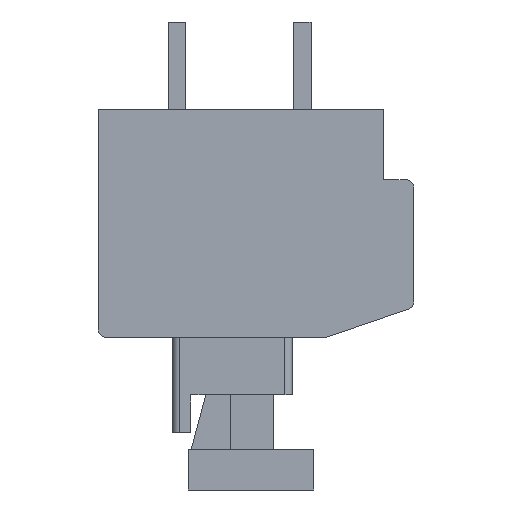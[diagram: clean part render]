
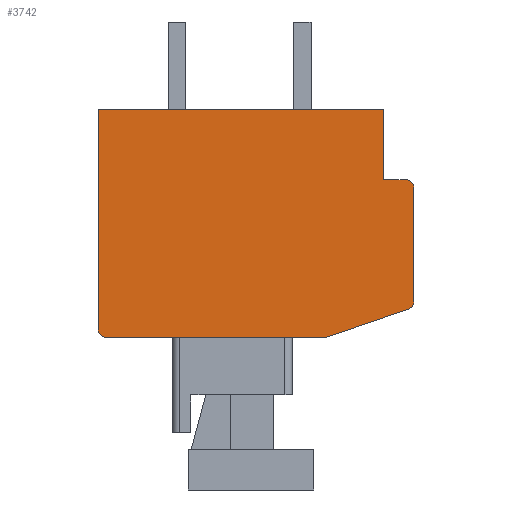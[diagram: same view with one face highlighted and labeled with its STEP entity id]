
A CAD part, front view. The second image highlights one B-rep face of the part: STEP entity #3742.
In plain terms, the highlighted planar face has unit normal (0, -1, 0).
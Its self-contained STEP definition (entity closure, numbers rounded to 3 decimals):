
#1=CARTESIAN_POINT('',(6.,-23.2,-3.136));
#2=DIRECTION('',(0.,-1.,0.));
#3=DIRECTION('',(0.324,0.,-0.946));
#4=AXIS2_PLACEMENT_3D('',#1,#2,#3);
#6=DIRECTION('',(-0.946,0.,-0.324));
#7=VECTOR('',#6,3.486);
#8=CARTESIAN_POINT('',(6.097,-23.2,-3.419));
#9=LINE('',#8,#7);
#10=DIRECTION('',(-1.,0.,0.));
#11=VECTOR('',#10,8.8);
#12=CARTESIAN_POINT('',(2.8,-23.2,-4.55));
#13=LINE('',#12,#11);
#14=CARTESIAN_POINT('',(-6.,-23.2,-4.25));
#15=DIRECTION('',(0.,-1.,0.));
#16=DIRECTION('',(-1.,0.,0.));
#17=AXIS2_PLACEMENT_3D('',#14,#15,#16);
#19=DIRECTION('',(0.,0.,1.));
#20=VECTOR('',#19,8.8);
#21=CARTESIAN_POINT('',(-6.3,-23.2,-4.25));
#22=LINE('',#21,#20);
#23=DIRECTION('',(1.,0.,0.));
#24=VECTOR('',#23,11.4);
#25=CARTESIAN_POINT('',(-6.3,-23.2,4.55));
#26=LINE('',#25,#24);
#27=DIRECTION('',(0.,0.,-1.));
#28=VECTOR('',#27,2.8);
#29=CARTESIAN_POINT('',(5.1,-23.2,4.55));
#30=LINE('',#29,#28);
#31=DIRECTION('',(1.,0.,0.));
#32=VECTOR('',#31,0.9);
#33=CARTESIAN_POINT('',(5.1,-23.2,1.75));
#34=LINE('',#33,#32);
#35=CARTESIAN_POINT('',(6.,-23.2,1.45));
#36=DIRECTION('',(0.,-1.,0.));
#37=DIRECTION('',(1.,0.,0.));
#38=AXIS2_PLACEMENT_3D('',#35,#36,#37);
#40=DIRECTION('',(0.,0.,-1.));
#41=VECTOR('',#40,4.586);
#42=CARTESIAN_POINT('',(6.3,-23.2,1.45));
#43=LINE('',#42,#41);
#2843=CARTESIAN_POINT('',(-6.3,-23.2,4.55));
#2844=CARTESIAN_POINT('',(5.1,-23.2,4.55));
#2845=VERTEX_POINT('',#2843);
#2846=VERTEX_POINT('',#2844);
#2847=CARTESIAN_POINT('',(5.1,-23.2,1.75));
#2848=VERTEX_POINT('',#2847);
#2849=CARTESIAN_POINT('',(6.097,-23.2,-3.419));
#2850=CARTESIAN_POINT('',(6.3,-23.2,-3.136));
#2851=VERTEX_POINT('',#2849);
#2852=VERTEX_POINT('',#2850);
#2853=CARTESIAN_POINT('',(6.3,-23.2,1.45));
#2854=CARTESIAN_POINT('',(6.,-23.2,1.75));
#2855=VERTEX_POINT('',#2853);
#2856=VERTEX_POINT('',#2854);
#2857=CARTESIAN_POINT('',(-6.3,-23.2,-4.25));
#2858=CARTESIAN_POINT('',(-6.,-23.2,-4.55));
#2859=VERTEX_POINT('',#2857);
#2860=VERTEX_POINT('',#2858);
#2861=CARTESIAN_POINT('',(2.8,-23.2,-4.55));
#2862=VERTEX_POINT('',#2861);
#3715=CARTESIAN_POINT('',(0.,-23.2,0.));
#3716=DIRECTION('',(0.,1.,0.));
#3717=DIRECTION('',(1.,0.,0.));
#3718=AXIS2_PLACEMENT_3D('',#3715,#3716,#3717);
#3719=PLANE('',#3718);
#3721=ORIENTED_EDGE('',*,*,#3720,.F.);
#3723=ORIENTED_EDGE('',*,*,#3722,.T.);
#3725=ORIENTED_EDGE('',*,*,#3724,.T.);
#3727=ORIENTED_EDGE('',*,*,#3726,.F.);
#3729=ORIENTED_EDGE('',*,*,#3728,.T.);
#3731=ORIENTED_EDGE('',*,*,#3730,.T.);
#3733=ORIENTED_EDGE('',*,*,#3732,.T.);
#3735=ORIENTED_EDGE('',*,*,#3734,.T.);
#3737=ORIENTED_EDGE('',*,*,#3736,.F.);
#3739=ORIENTED_EDGE('',*,*,#3738,.T.);
#3740=EDGE_LOOP('',(#3721,#3723,#3725,#3727,#3729,#3731,#3733,#3735,#3737,
#3739));
#3741=FACE_OUTER_BOUND('',#3740,.F.);
#3742=ADVANCED_FACE('',(#3741),#3719,.F.);
#5=CIRCLE('',#4,0.3);
#18=CIRCLE('',#17,0.3);
#39=CIRCLE('',#38,0.3);
#3720=EDGE_CURVE('',#2851,#2852,#5,.T.);
#3722=EDGE_CURVE('',#2851,#2862,#9,.T.);
#3724=EDGE_CURVE('',#2862,#2860,#13,.T.);
#3726=EDGE_CURVE('',#2859,#2860,#18,.T.);
#3728=EDGE_CURVE('',#2859,#2845,#22,.T.);
#3730=EDGE_CURVE('',#2845,#2846,#26,.T.);
#3732=EDGE_CURVE('',#2846,#2848,#30,.T.);
#3734=EDGE_CURVE('',#2848,#2856,#34,.T.);
#3736=EDGE_CURVE('',#2855,#2856,#39,.T.);
#3738=EDGE_CURVE('',#2855,#2852,#43,.T.);
